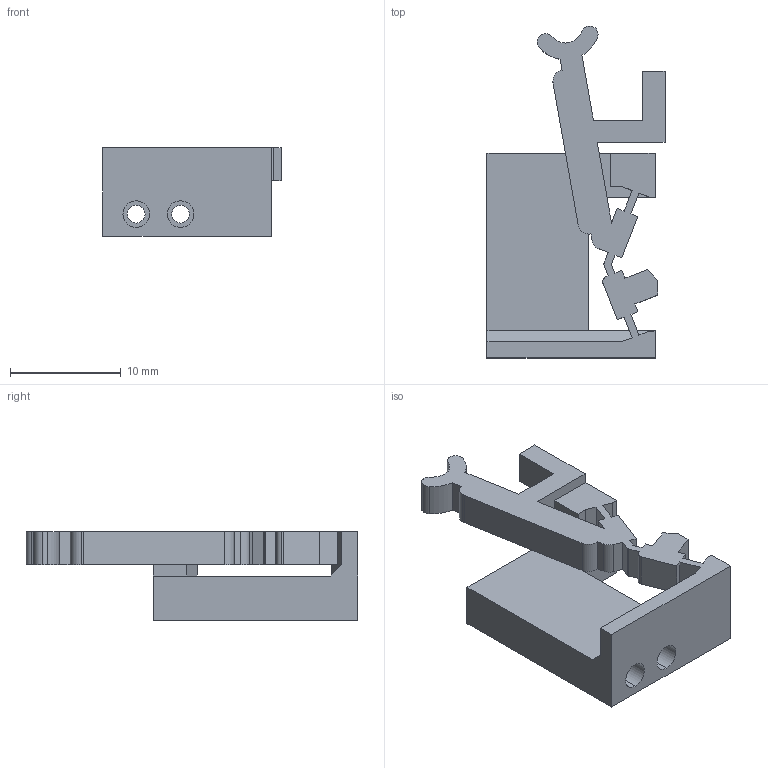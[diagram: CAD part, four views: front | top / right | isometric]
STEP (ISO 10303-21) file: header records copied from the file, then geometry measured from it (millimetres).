
FILE_DESCRIPTION (( 'STEP AP214' ), '1' );
FILE_NAME ('switch-extended-mechanism-1_0mm.STEP', '2025-11-16T17:32:02', ( '' ), ( '' ), 'SwSTEP 2.0', 'SolidWorks 2025', '' );
FILE_SCHEMA (( 'AUTOMOTIVE_DESIGN' ));
Length unit declared in the file: millimetre
Products named in the file (1): switch-extended-mechanism-1_0mm
Bounding box: 16.07 x 29.95 x 8 mm (x, y, z)
Volume: 1158.3 mm3; surface area: 1683.5 mm2
Topology: 1 solids, 1 shells, 81 faces, 236 edges, 157 vertices
Faces by surface type: plane 57, cylinder 24
Entity records: 2705 total; most frequent: CARTESIAN_POINT 475, ORIENTED_EDGE 472, DIRECTION 448, EDGE_CURVE 236, VECTOR 188, LINE 188, VERTEX_POINT 157, AXIS2_PLACEMENT_3D 130
